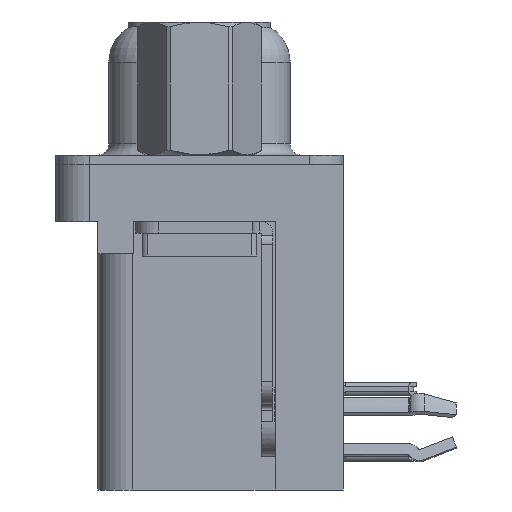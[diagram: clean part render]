
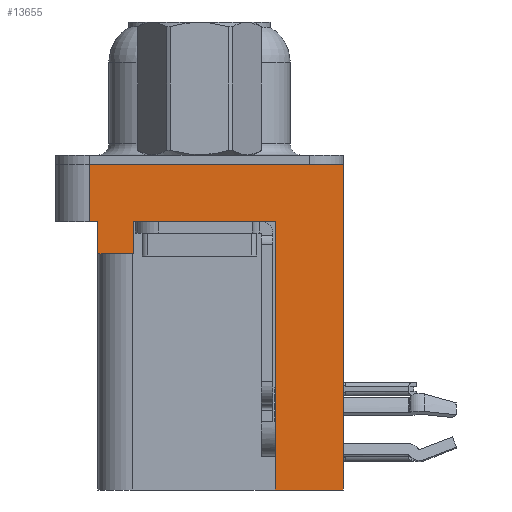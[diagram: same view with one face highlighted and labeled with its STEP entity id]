
A CAD part, left-side view. The second image highlights one B-rep face of the part: STEP entity #13655.
In plain terms, the highlighted planar face has unit normal (-1, 0, 0).
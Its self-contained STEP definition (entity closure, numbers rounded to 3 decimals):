
#422 = EDGE_CURVE ( 'NONE', #17848, #14368, #24713, .T. ) ;
#424 = CARTESIAN_POINT ( 'NONE',  ( -2.91, 2.895, -3.9 ) ) ;
#784 = VERTEX_POINT ( 'NONE', #12213 ) ;
#1984 = ORIENTED_EDGE ( 'NONE', *, *, #19962, .T. ) ;
#2646 = DIRECTION ( 'NONE',  ( 0., -1., 0. ) ) ;
#3238 = VERTEX_POINT ( 'NONE', #8647 ) ;
#3435 = DIRECTION ( 'NONE',  ( 0., 0., 1. ) ) ;
#5051 = EDGE_CURVE ( 'NONE', #784, #7826, #25423, .T. ) ;
#5082 = LINE ( 'NONE', #23847, #25666 ) ;
#5443 = LINE ( 'NONE', #24215, #11706 ) ;
#5805 = EDGE_CURVE ( 'NONE', #6120, #18371, #21163, .T. ) ;
#5895 = LINE ( 'NONE', #11119, #16593 ) ;
#6000 = AXIS2_PLACEMENT_3D ( 'NONE', #17024, #24109, #28584 ) ;
#6120 = VERTEX_POINT ( 'NONE', #20792 ) ;
#6808 = LINE ( 'NONE', #16182, #15286 ) ;
#7161 = DIRECTION ( 'NONE',  ( 0., 1., 0. ) ) ;
#7654 = EDGE_CURVE ( 'NONE', #19931, #17848, #5443, .T. ) ;
#7728 = EDGE_CURVE ( 'NONE', #3238, #14368, #5895, .T. ) ;
#7826 = VERTEX_POINT ( 'NONE', #28615 ) ;
#8090 = ORIENTED_EDGE ( 'NONE', *, *, #16197, .F. ) ;
#8471 = VECTOR ( 'NONE', #14565, 1000. ) ;
#8647 = CARTESIAN_POINT ( 'NONE',  ( -2.91, -6.275, -14.2 ) ) ;
#8681 = VECTOR ( 'NONE', #26869, 1000. ) ;
#9101 = CARTESIAN_POINT ( 'NONE',  ( -2.91, -3.295, -14.2 ) ) ;
#10213 = DIRECTION ( 'NONE',  ( 0., 0., 1. ) ) ;
#10407 = CARTESIAN_POINT ( 'NONE',  ( -2.91, 4.425, -2.5 ) ) ;
#10914 = CARTESIAN_POINT ( 'NONE',  ( -2.91, -3.295, -14.2 ) ) ;
#11078 = ORIENTED_EDGE ( 'NONE', *, *, #7654, .F. ) ;
#11119 = CARTESIAN_POINT ( 'NONE',  ( -2.91, -6.275, -2.5 ) ) ;
#11261 = DIRECTION ( 'NONE',  ( 0., 0., 1. ) ) ;
#11424 = CARTESIAN_POINT ( 'NONE',  ( -2.91, -6.275, -2.5 ) ) ;
#11448 = VERTEX_POINT ( 'NONE', #10407 ) ;
#11706 = VECTOR ( 'NONE', #10213, 1000. ) ;
#11832 = CARTESIAN_POINT ( 'NONE',  ( -2.91, 4.775, 0. ) ) ;
#12213 = CARTESIAN_POINT ( 'NONE',  ( -2.91, 2.895, -2.5 ) ) ;
#12271 = LINE ( 'NONE', #424, #8471 ) ;
#12440 = ORIENTED_EDGE ( 'NONE', *, *, #7728, .T. ) ;
#12514 = ORIENTED_EDGE ( 'NONE', *, *, #5051, .T. ) ;
#13655 = ADVANCED_FACE ( 'NONE', ( #17180 ), #21499, .T. ) ;
#13887 = CARTESIAN_POINT ( 'NONE',  ( -2.91, 4.775, -2.5 ) ) ;
#14368 = VERTEX_POINT ( 'NONE', #22932 ) ;
#14565 = DIRECTION ( 'NONE',  ( 0., 0., 1. ) ) ;
#14762 = DIRECTION ( 'NONE',  ( 0., 0., 1. ) ) ;
#15286 = VECTOR ( 'NONE', #2646, 1000. ) ;
#15715 = DIRECTION ( 'NONE',  ( 0., -1., 0. ) ) ;
#15957 = DIRECTION ( 'NONE',  ( 0., 1., 0. ) ) ;
#16182 = CARTESIAN_POINT ( 'NONE',  ( -2.91, -6.275, -2.5 ) ) ;
#16197 = EDGE_CURVE ( 'NONE', #23750, #7826, #18936, .T. ) ;
#16390 = CARTESIAN_POINT ( 'NONE',  ( -2.91, 4.425, -3.9 ) ) ;
#16593 = VECTOR ( 'NONE', #3435, 1000. ) ;
#17024 = CARTESIAN_POINT ( 'NONE',  ( -2.91, -6.275, -2.5 ) ) ;
#17180 = FACE_OUTER_BOUND ( 'NONE', #17859, .T. ) ;
#17848 = VERTEX_POINT ( 'NONE', #11832 ) ;
#17859 = EDGE_LOOP ( 'NONE', ( #29925, #11078, #1984, #21570, #24717, #20460, #12514, #8090, #27428, #12440 ) ) ;
#18371 = VERTEX_POINT ( 'NONE', #27155 ) ;
#18936 = LINE ( 'NONE', #9101, #28015 ) ;
#19191 = EDGE_CURVE ( 'NONE', #3238, #23750, #29991, .T. ) ;
#19575 = EDGE_CURVE ( 'NONE', #6120, #784, #12271, .T. ) ;
#19931 = VERTEX_POINT ( 'NONE', #13887 ) ;
#19962 = EDGE_CURVE ( 'NONE', #19931, #11448, #6808, .T. ) ;
#20460 = ORIENTED_EDGE ( 'NONE', *, *, #19575, .T. ) ;
#20792 = CARTESIAN_POINT ( 'NONE',  ( -2.91, 2.895, -3.9 ) ) ;
#21163 = LINE ( 'NONE', #16390, #26809 ) ;
#21237 = EDGE_CURVE ( 'NONE', #18371, #11448, #5082, .T. ) ;
#21499 = PLANE ( 'NONE',  #6000 ) ;
#21570 = ORIENTED_EDGE ( 'NONE', *, *, #21237, .F. ) ;
#22932 = CARTESIAN_POINT ( 'NONE',  ( -2.91, -6.275, 0. ) ) ;
#23750 = VERTEX_POINT ( 'NONE', #24338 ) ;
#23847 = CARTESIAN_POINT ( 'NONE',  ( -2.91, 4.425, -3.9 ) ) ;
#24109 = DIRECTION ( 'NONE',  ( -1., 0., 0. ) ) ;
#24215 = CARTESIAN_POINT ( 'NONE',  ( -2.91, 4.775, -2.5 ) ) ;
#24338 = CARTESIAN_POINT ( 'NONE',  ( -2.91, -3.295, -14.2 ) ) ;
#24399 = CARTESIAN_POINT ( 'NONE',  ( -2.91, -6.275, 0. ) ) ;
#24713 = LINE ( 'NONE', #24399, #8681 ) ;
#24717 = ORIENTED_EDGE ( 'NONE', *, *, #5805, .F. ) ;
#25423 = LINE ( 'NONE', #11424, #25603 ) ;
#25603 = VECTOR ( 'NONE', #15715, 1000. ) ;
#25666 = VECTOR ( 'NONE', #14762, 1000. ) ;
#26809 = VECTOR ( 'NONE', #7161, 1000. ) ;
#26869 = DIRECTION ( 'NONE',  ( 0., -1., 0. ) ) ;
#27155 = CARTESIAN_POINT ( 'NONE',  ( -2.91, 4.425, -3.9 ) ) ;
#27428 = ORIENTED_EDGE ( 'NONE', *, *, #19191, .F. ) ;
#28015 = VECTOR ( 'NONE', #11261, 1000. ) ;
#28584 = DIRECTION ( 'NONE',  ( 0., 0., 1. ) ) ;
#28615 = CARTESIAN_POINT ( 'NONE',  ( -2.91, -3.295, -2.5 ) ) ;
#29118 = VECTOR ( 'NONE', #15957, 1000. ) ;
#29925 = ORIENTED_EDGE ( 'NONE', *, *, #422, .F. ) ;
#29991 = LINE ( 'NONE', #10914, #29118 ) ;
